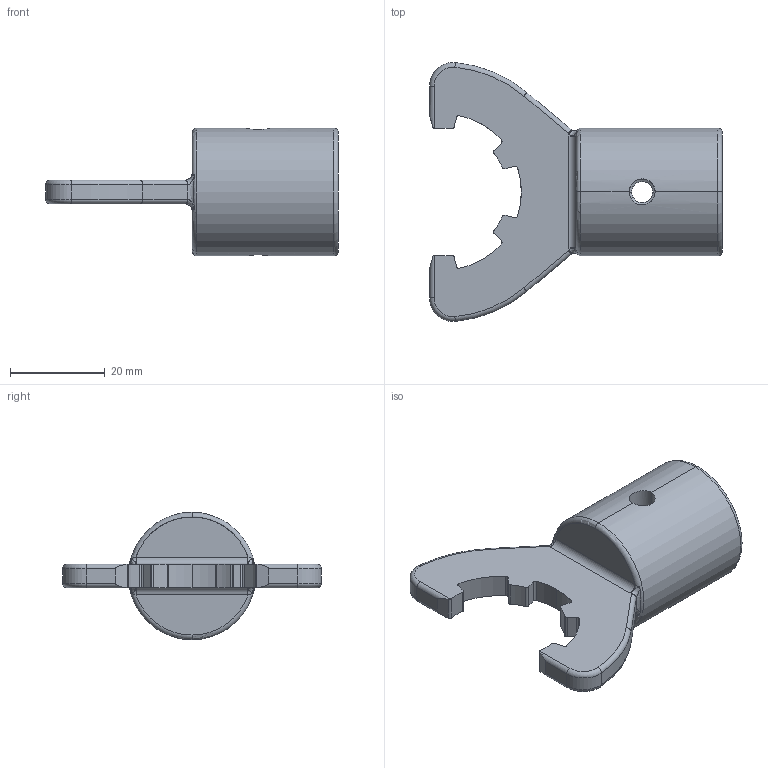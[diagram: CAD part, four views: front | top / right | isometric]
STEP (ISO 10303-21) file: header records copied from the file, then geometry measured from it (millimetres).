
FILE_DESCRIPTION(('HOOPS Exchange Step'),'2;1');
FILE_NAME('export-455DE5C4-CE21-417B-8B05-16E4E4A8255F.stp','2023-12-02T14:53:57+01:00',('Engineering'),('Alibre'),'HOOPS Exchange 2021.0','Alibre','Unknown authorisation');
FILE_SCHEMA( ('AP242_MANAGED_MODEL_BASED_3D_ENGINEERING_MIM_LF {1 0 10303 442 1 1 4 }') );
Length unit declared in the file: millimetre
Products named in the file (1): 6395 Wrenchhead for ER 16 Nut, A-E 16
Bounding box: 62 x 54.78 x 27 mm (x, y, z)
Surface area: 7277.8 mm2 (no closed solid volume)
Topology: 0 solids, 85 shells, 97 faces, 471 edges, 442 vertices
Faces by surface type: cylinder 50, plane 17, bspline 14, torus 12, cone 4
Entity records: 8939 total; most frequent: CARTESIAN_POINT 4986, DIRECTION 783, ORIENTED_EDGE 492, EDGE_CURVE 467, VERTEX_POINT 442, AXIS2_PLACEMENT_3D 311, CIRCLE 218, STYLED_ITEM 170
